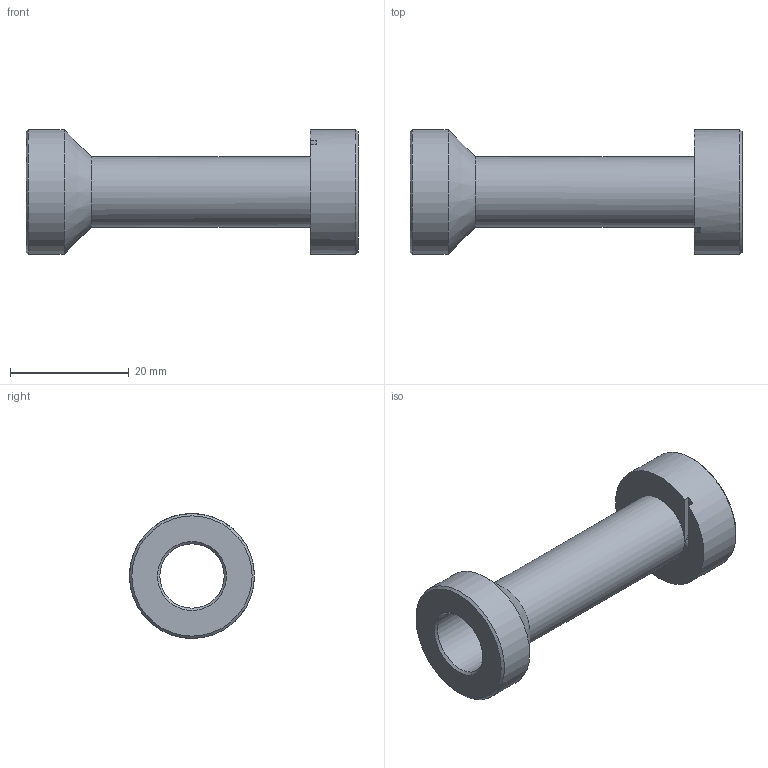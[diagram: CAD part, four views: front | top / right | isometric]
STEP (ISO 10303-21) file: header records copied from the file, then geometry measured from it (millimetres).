
FILE_DESCRIPTION(/* description */ (''),/* implementation_level */ '2;1');
FILE_NAME(/* name */ 'Kicker Coil Front_ipt_c3da0621.STEP',/* time_stamp */ '2021-11-25T09:42:47-03:00',/* author */ ('rYan'),/* organization */ (''),/* preprocessor_version */ 'ST-DEVELOPER v18.1',/* originating_system */ 'Autodesk Inventor 2020',/* authorisation */ '');
FILE_SCHEMA (('AUTOMOTIVE_DESIGN { 1 0 10303 214 3 1 1 }'));
Length unit declared in the file: millimetre
Products named in the file (1): bobina_v2
Bounding box: 55.8 x 21 x 21 mm (x, y, z)
Volume: 4873.5 mm3; surface area: 5257.1 mm2
Topology: 1 solids, 1 shells, 17 faces, 44 edges, 29 vertices
Faces by surface type: cylinder 6, plane 6, cone 5
Full cylindrical faces by diameter (mm): 10.8 x1, 11.8 x1, 21 x2
Entity records: 576 total; most frequent: DIRECTION 103, CARTESIAN_POINT 96, ORIENTED_EDGE 88, EDGE_CURVE 44, AXIS2_PLACEMENT_3D 42, VERTEX_POINT 29, CIRCLE 24, EDGE_LOOP 19
